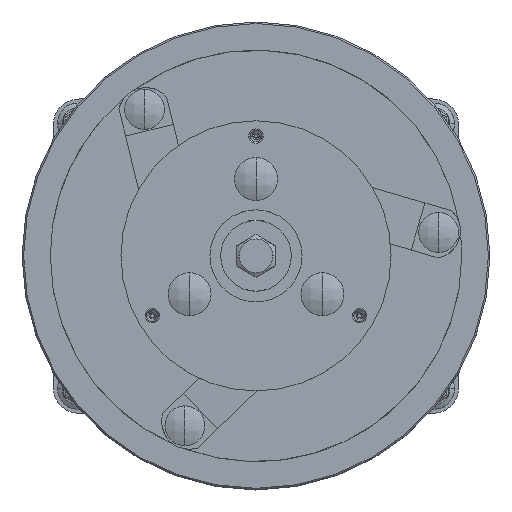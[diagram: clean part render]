
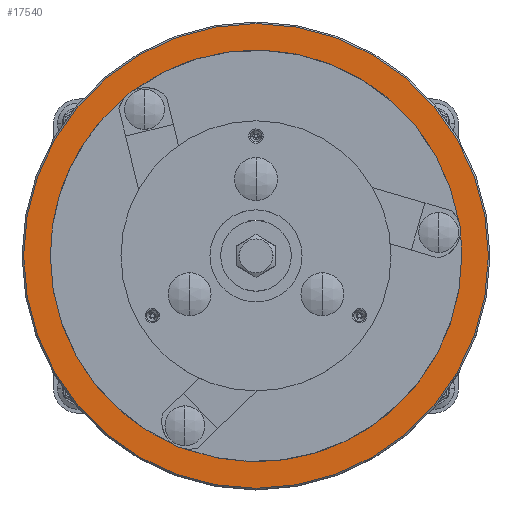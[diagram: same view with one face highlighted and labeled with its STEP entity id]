
A CAD part, top view. The second image highlights one B-rep face of the part: STEP entity #17540.
In plain terms, the highlighted planar face has unit normal (0, 0, 1).
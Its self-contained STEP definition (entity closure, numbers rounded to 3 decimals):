
#151 = AXIS2_PLACEMENT_3D ( 'NONE', #3079, #13100, #4507 ) ;
#279 = CIRCLE ( 'NONE', #5807, 75.7 ) ;
#568 = DIRECTION ( 'NONE',  ( -1., 0., 0. ) ) ;
#827 = EDGE_LOOP ( 'NONE', ( #6769, #13689 ) ) ;
#997 = CARTESIAN_POINT ( 'NONE',  ( 0., 0., 32.97 ) ) ;
#1160 = VERTEX_POINT ( 'NONE', #7762 ) ;
#1530 = ORIENTED_EDGE ( 'NONE', *, *, #13791, .T. ) ;
#1564 = AXIS2_PLACEMENT_3D ( 'NONE', #4449, #14495, #5919 ) ;
#2467 = DIRECTION ( 'NONE',  ( -1., 0., 0. ) ) ;
#2588 = AXIS2_PLACEMENT_3D ( 'NONE', #11410, #18640, #10017 ) ;
#2748 = EDGE_CURVE ( 'NONE', #1160, #6488, #6838, .T. ) ;
#3079 = CARTESIAN_POINT ( 'NONE',  ( 0., 0., 32.97 ) ) ;
#3765 = EDGE_CURVE ( 'NONE', #11875, #6883, #6349, .T. ) ;
#4449 = CARTESIAN_POINT ( 'NONE',  ( 0., 0., 32.97 ) ) ;
#4507 = DIRECTION ( 'NONE',  ( -1., 0., 0. ) ) ;
#4909 = CARTESIAN_POINT ( 'NONE',  ( -67., 0., 32.97 ) ) ;
#5807 = AXIS2_PLACEMENT_3D ( 'NONE', #997, #11065, #2467 ) ;
#5919 = DIRECTION ( 'NONE',  ( -1., 0., 0. ) ) ;
#6349 = CIRCLE ( 'NONE', #1564, 67. ) ;
#6488 = VERTEX_POINT ( 'NONE', #15390 ) ;
#6769 = ORIENTED_EDGE ( 'NONE', *, *, #14883, .T. ) ;
#6838 = CIRCLE ( 'NONE', #18158, 75.7 ) ;
#6883 = VERTEX_POINT ( 'NONE', #4909 ) ;
#6984 = FACE_OUTER_BOUND ( 'NONE', #7771, .T. ) ;
#7762 = CARTESIAN_POINT ( 'NONE',  ( 75.7, 0., 32.97 ) ) ;
#7771 = EDGE_LOOP ( 'NONE', ( #1530, #15292 ) ) ;
#9155 = DIRECTION ( 'NONE',  ( 0., 0., 1. ) ) ;
#10017 = DIRECTION ( 'NONE',  ( -1., 0., 0. ) ) ;
#11065 = DIRECTION ( 'NONE',  ( 0., 0., 1. ) ) ;
#11248 = CIRCLE ( 'NONE', #151, 67. ) ;
#11410 = CARTESIAN_POINT ( 'NONE',  ( 0., 76.2, 32.97 ) ) ;
#11747 = CARTESIAN_POINT ( 'NONE',  ( 67., 0., 32.97 ) ) ;
#11875 = VERTEX_POINT ( 'NONE', #11747 ) ;
#13100 = DIRECTION ( 'NONE',  ( 0., 0., -1. ) ) ;
#13689 = ORIENTED_EDGE ( 'NONE', *, *, #3765, .T. ) ;
#13791 = EDGE_CURVE ( 'NONE', #6488, #1160, #279, .T. ) ;
#14495 = DIRECTION ( 'NONE',  ( 0., 0., -1. ) ) ;
#14883 = EDGE_CURVE ( 'NONE', #6883, #11875, #11248, .T. ) ;
#15292 = ORIENTED_EDGE ( 'NONE', *, *, #2748, .T. ) ;
#15390 = CARTESIAN_POINT ( 'NONE',  ( -75.7, 0., 32.97 ) ) ;
#15668 = PLANE ( 'NONE',  #2588 ) ;
#17540 = ADVANCED_FACE ( 'NONE', ( #6984, #17995 ), #15668, .F. ) ;
#17782 = CARTESIAN_POINT ( 'NONE',  ( 0., 0., 32.97 ) ) ;
#17995 = FACE_BOUND ( 'NONE', #827, .T. ) ;
#18158 = AXIS2_PLACEMENT_3D ( 'NONE', #17782, #9155, #568 ) ;
#18640 = DIRECTION ( 'NONE',  ( 0., 0., -1. ) ) ;
